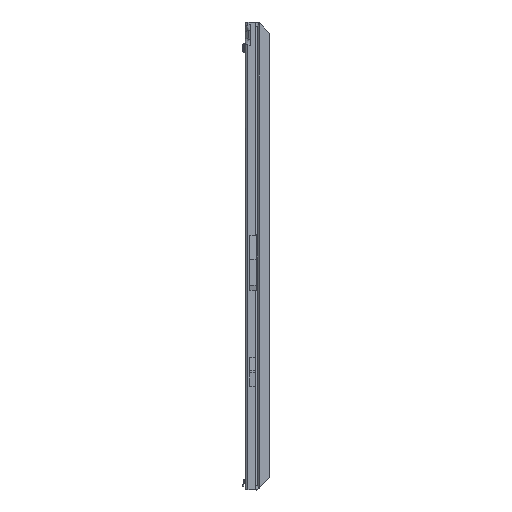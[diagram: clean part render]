
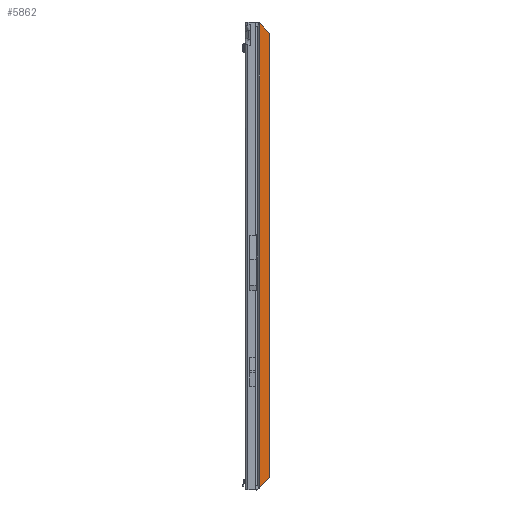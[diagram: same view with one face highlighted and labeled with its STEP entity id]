
A CAD part, front view. The second image highlights one B-rep face of the part: STEP entity #5862.
In plain terms, the highlighted planar face has unit normal (0, -1, 0).
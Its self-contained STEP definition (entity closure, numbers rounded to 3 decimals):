
#892 = DIRECTION ( 'NONE',  ( 0.707, 0., 0.707 ) ) ;
#1353 = EDGE_CURVE ( 'NONE', #15519, #25357, #2481, .T. ) ;
#1646 = CARTESIAN_POINT ( 'NONE',  ( 0.5, 0.9, -1.2 ) ) ;
#2150 = VECTOR ( 'NONE', #23754, 1000. ) ;
#2481 = LINE ( 'NONE', #19516, #14793 ) ;
#2805 = VERTEX_POINT ( 'NONE', #8211 ) ;
#3736 = CARTESIAN_POINT ( 'NONE',  ( 0.5, 0.9, -596.8 ) ) ;
#4858 = CARTESIAN_POINT ( 'NONE',  ( 13.5, 0.9, -598. ) ) ;
#5862 = ADVANCED_FACE ( 'NONE', ( #27040 ), #18131, .T. ) ;
#7909 = DIRECTION ( 'NONE',  ( 1., 0., 0. ) ) ;
#8211 = CARTESIAN_POINT ( 'NONE',  ( 13.5, 0.9, -583.8 ) ) ;
#8796 = LINE ( 'NONE', #17339, #2150 ) ;
#8908 = EDGE_CURVE ( 'NONE', #25357, #2805, #20018, .T. ) ;
#9630 = AXIS2_PLACEMENT_3D ( 'NONE', #11990, #26620, #7909 ) ;
#9776 = VECTOR ( 'NONE', #10881, 1000. ) ;
#10881 = DIRECTION ( 'NONE',  ( 0., 0., -1. ) ) ;
#11155 = LINE ( 'NONE', #4858, #9776 ) ;
#11990 = CARTESIAN_POINT ( 'NONE',  ( 0., 0.9, 0. ) ) ;
#14170 = EDGE_CURVE ( 'NONE', #20435, #2805, #11155, .T. ) ;
#14423 = CARTESIAN_POINT ( 'NONE',  ( 13.5, 0.9, -14.2 ) ) ;
#14793 = VECTOR ( 'NONE', #15473, 1000. ) ;
#15417 = EDGE_CURVE ( 'NONE', #20435, #15519, #8796, .T. ) ;
#15473 = DIRECTION ( 'NONE',  ( 0., 0., -1. ) ) ;
#15508 = ORIENTED_EDGE ( 'NONE', *, *, #15417, .T. ) ;
#15519 = VERTEX_POINT ( 'NONE', #1646 ) ;
#17339 = CARTESIAN_POINT ( 'NONE',  ( -0.35, 0.9, -0.35 ) ) ;
#18131 = PLANE ( 'NONE',  #9630 ) ;
#19516 = CARTESIAN_POINT ( 'NONE',  ( 0.5, 0.9, 0. ) ) ;
#20018 = LINE ( 'NONE', #26569, #22147 ) ;
#20144 = ORIENTED_EDGE ( 'NONE', *, *, #14170, .F. ) ;
#20435 = VERTEX_POINT ( 'NONE', #14423 ) ;
#22147 = VECTOR ( 'NONE', #892, 1000. ) ;
#23470 = ORIENTED_EDGE ( 'NONE', *, *, #1353, .T. ) ;
#23754 = DIRECTION ( 'NONE',  ( -0.707, 0., 0.707 ) ) ;
#24347 = EDGE_LOOP ( 'NONE', ( #23470, #27318, #20144, #15508 ) ) ;
#25357 = VERTEX_POINT ( 'NONE', #3736 ) ;
#26569 = CARTESIAN_POINT ( 'NONE',  ( 298.65, 0.9, -298.65 ) ) ;
#26620 = DIRECTION ( 'NONE',  ( 0., -1., 0. ) ) ;
#27040 = FACE_OUTER_BOUND ( 'NONE', #24347, .T. ) ;
#27318 = ORIENTED_EDGE ( 'NONE', *, *, #8908, .T. ) ;
